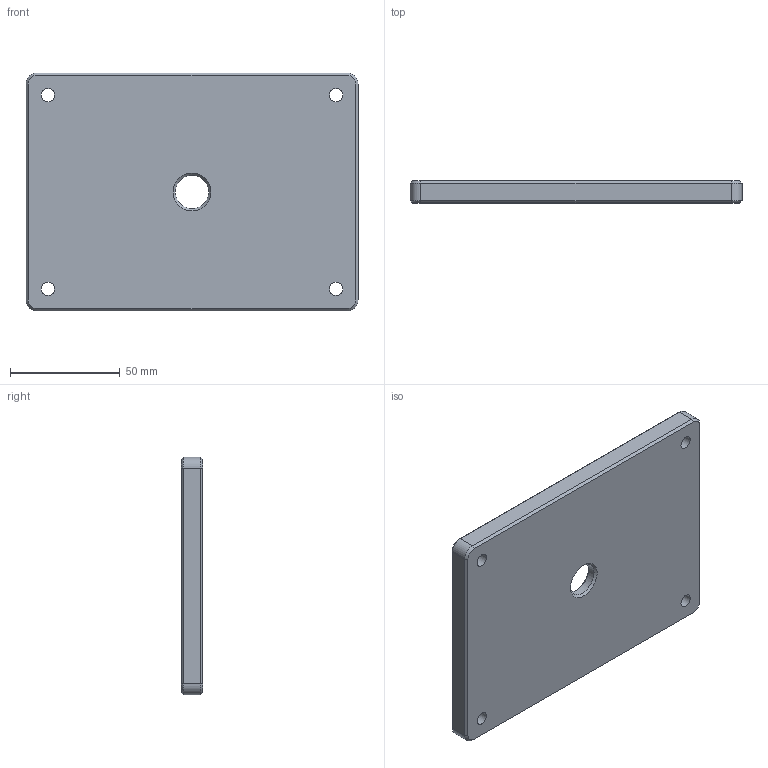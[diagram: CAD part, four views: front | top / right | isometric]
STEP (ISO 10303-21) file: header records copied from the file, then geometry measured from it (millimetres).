
FILE_DESCRIPTION(/* description */ (''),/* implementation_level */ '2;1');
FILE_NAME(/* name */ '9adc4bb6-a6e0-46d4-a164-33f54906778b.stp',/* time_stamp */ '2019-01-20T16:24:03-05:00',/* author */ (''),/* organization */ (''),/* preprocessor_version */ 'ST-DEVELOPER v17.2',/* originating_system */ 'Autodesk Translation Framework v7.6.0.251',/* authorisation */ '');
FILE_SCHEMA (('AUTOMOTIVE_DESIGN { 1 0 10303 214 3 1 1 }'));
Length unit declared in the file: millimetre
Products named in the file (1): Top Stage
Bounding box: 151.2 x 10 x 108.25 mm (x, y, z)
Volume: 109224.1 mm3; surface area: 39922.9 mm2
Topology: 1 solids, 1 shells, 647 faces, 1731 edges, 1136 vertices
Faces by surface type: bspline 356, plane 252, cone 22, cylinder 17
Full cylindrical faces by diameter (mm): 6 x4, 9 x4, 15.2 x1
Entity records: 23349 total; most frequent: CARTESIAN_POINT 9567, ORIENTED_EDGE 3462, EDGE_CURVE 1731, DIRECTION 1659, VERTEX_POINT 1136, LINE 963, VECTOR 963, B_SPLINE_CURVE_WITH_KNOTS 712
